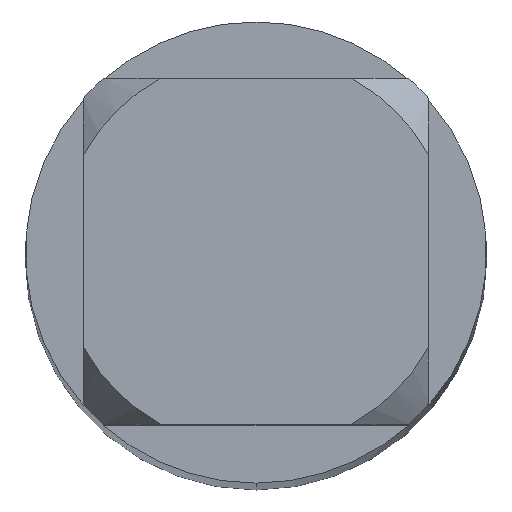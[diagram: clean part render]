
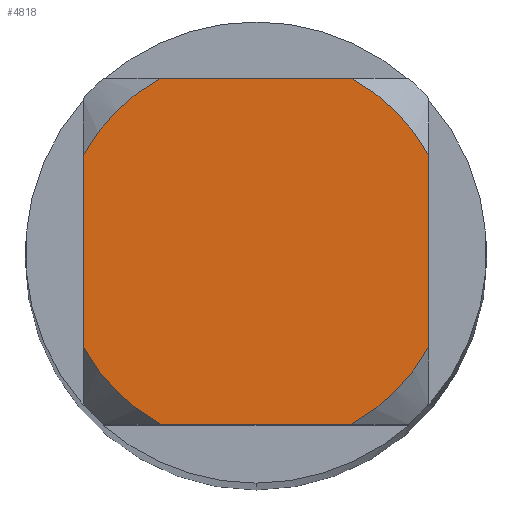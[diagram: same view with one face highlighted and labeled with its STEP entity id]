
A CAD part, top view. The second image highlights one B-rep face of the part: STEP entity #4818.
In plain terms, the highlighted planar face has unit normal (0, 0, 1).
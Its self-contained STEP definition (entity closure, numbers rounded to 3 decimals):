
#1840=VERTEX_POINT('',#5329);
#2106=EDGE_CURVE('',#4704,#3300,#5620,.T.);
#2216=VERTEX_POINT('',#5740);
#2552=EDGE_CURVE('',#4704,#4158,#6115,.T.);
#2672=EDGE_CURVE('',#2216,#4158,#6244,.T.);
#2774=EDGE_CURVE('',#1840,#4018,#6352,.T.);
#2998=EDGE_CURVE('',#3674,#4018,#6598,.T.);
#3300=VERTEX_POINT('',#6931);
#3378=EDGE_CURVE('',#2216,#3382,#7017,.T.);
#3382=VERTEX_POINT('',#7021);
#3674=VERTEX_POINT('',#7336);
#3952=EDGE_CURVE('',#3674,#3382,#7640,.T.);
#4018=VERTEX_POINT('',#7710);
#4158=VERTEX_POINT('',#7865);
#4704=VERTEX_POINT('',#8458);
#4818=ADVANCED_FACE('',(#8578),#8579,.T.);
#5010=EDGE_CURVE('',#1840,#3300,#8786,.T.);
#5329=CARTESIAN_POINT('',(0.581,1.05,0.0));
#5620=LINE('',#9638,#9639);
#5740=CARTESIAN_POINT('',(-0.581,-1.05,0.0));
#6115=CIRCLE('',#10430,1.2);
#6244=LINE('',#10674,#10675);
#6352=LINE('',#10893,#10894);
#6598=CIRCLE('',#11327,1.2);
#6931=CARTESIAN_POINT('',(1.05,0.581,0.0));
#7017=CIRCLE('',#12049,1.2);
#7021=CARTESIAN_POINT('',(-1.05,-0.581,0.0));
#7336=CARTESIAN_POINT('',(-1.05,0.581,0.0));
#7640=LINE('',#13163,#13164);
#7710=CARTESIAN_POINT('',(-0.581,1.05,0.0));
#7865=CARTESIAN_POINT('',(0.581,-1.05,0.0));
#8458=CARTESIAN_POINT('',(1.05,-0.581,0.0));
#8578=FACE_OUTER_BOUND('',#14901,.T.);
#8579=PLANE('',#14902);
#8786=CIRCLE('',#15279,1.2);
#9638=CARTESIAN_POINT('',(1.05,0.3,0.0));
#9639=VECTOR('',#16109,1.0);
#10430=AXIS2_PLACEMENT_3D('',#16847,#16848,#16849);
#10674=CARTESIAN_POINT('',(0.0,-1.05,0.0));
#10675=VECTOR('',#16983,1.0);
#10893=CARTESIAN_POINT('',(0.0,1.05,0.0));
#10894=VECTOR('',#17073,1.0);
#11327=AXIS2_PLACEMENT_3D('',#17528,#17529,#17530);
#12049=AXIS2_PLACEMENT_3D('',#18010,#18011,#18012);
#13163=CARTESIAN_POINT('',(-1.05,0.3,0.0));
#13164=VECTOR('',#18654,1.0);
#14901=EDGE_LOOP('',(#19573,#19574,#19575,#19576,#19577,#19578,#19579,#19580));
#14902=AXIS2_PLACEMENT_3D('',#19581,#19582,#19583);
#15279=AXIS2_PLACEMENT_3D('',#19796,#19797,#19798);
#16109=DIRECTION('',(-0.0,1.0,0.0));
#16847=CARTESIAN_POINT('',(0.0,0.0,0.0));
#16848=DIRECTION('',(0.0,0.0,-1.0));
#16849=DIRECTION('',(0.0,1.0,0.0));
#16983=DIRECTION('',(1.0,0.0,0.0));
#17073=DIRECTION('',(-1.0,0.0,0.0));
#17528=CARTESIAN_POINT('',(0.0,0.0,0.0));
#17529=DIRECTION('',(0.0,0.0,-1.0));
#17530=DIRECTION('',(0.0,1.0,0.0));
#18010=CARTESIAN_POINT('',(0.0,0.0,0.0));
#18011=DIRECTION('',(0.0,0.0,-1.0));
#18012=DIRECTION('',(0.0,1.0,0.0));
#18654=DIRECTION('',(-0.0,-1.0,0.0));
#19573=ORIENTED_EDGE('',*,*,#3952,.T.);
#19574=ORIENTED_EDGE('',*,*,#3378,.F.);
#19575=ORIENTED_EDGE('',*,*,#2672,.T.);
#19576=ORIENTED_EDGE('',*,*,#2552,.F.);
#19577=ORIENTED_EDGE('',*,*,#2106,.T.);
#19578=ORIENTED_EDGE('',*,*,#5010,.F.);
#19579=ORIENTED_EDGE('',*,*,#2774,.T.);
#19580=ORIENTED_EDGE('',*,*,#2998,.F.);
#19581=CARTESIAN_POINT('',(0.0,0.6,0.0));
#19582=DIRECTION('',(-0.0,0.0,1.0));
#19583=DIRECTION('',(0.0,-1.0,0.0));
#19796=CARTESIAN_POINT('',(0.0,0.0,0.0));
#19797=DIRECTION('',(0.0,0.0,-1.0));
#19798=DIRECTION('',(0.0,1.0,0.0));
